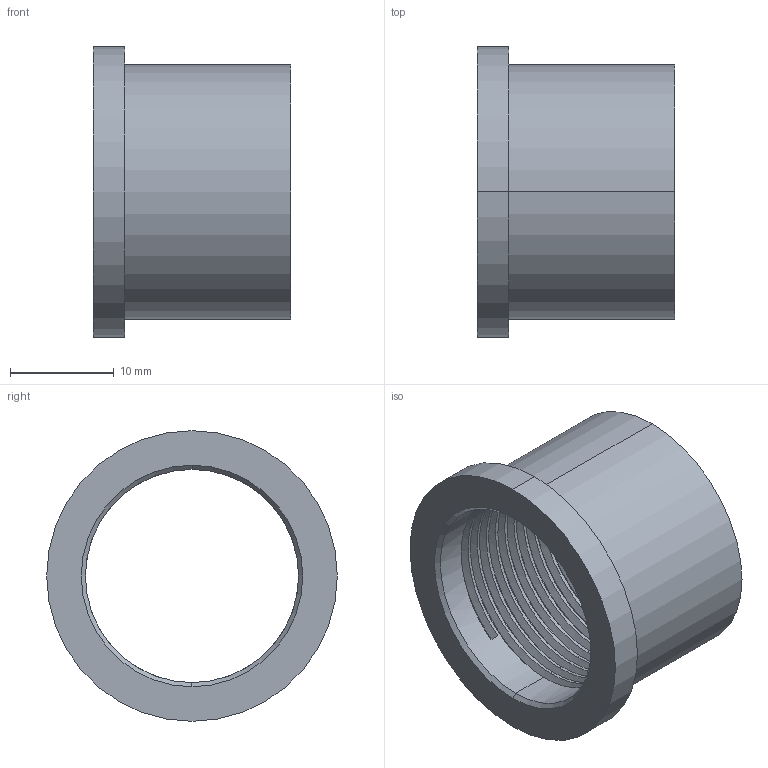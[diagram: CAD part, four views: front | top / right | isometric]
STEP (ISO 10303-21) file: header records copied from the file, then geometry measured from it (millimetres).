
FILE_DESCRIPTION (( 'STEP AP203' ), '1' );
FILE_NAME ('3D-LR-131-E_1-2_17106330.STEP', '2024-09-02T15:29:08', ( '' ), ( '' ), 'SwSTEP 2.0', 'SolidWorks 2024', '' );
FILE_SCHEMA (( 'CONFIG_CONTROL_DESIGN' ));
Length unit declared in the file: millimetre
Products named in the file (1): 3D-LR-131-E_1-2_17106330
Bounding box: 19 x 28 x 28 mm (x, y, z)
Volume: 2785 mm3; surface area: 3929.1 mm2
Topology: 1 solids, 1 shells, 39 faces, 106 edges, 70 vertices
Faces by surface type: cylinder 30, plane 4, bspline 3, cone 2
Entity records: 3404 total; most frequent: CARTESIAN_POINT 2513, ORIENTED_EDGE 212, DIRECTION 131, EDGE_CURVE 106, VERTEX_POINT 70, AXIS2_PLACEMENT_3D 49, EDGE_LOOP 42, FACE_OUTER_BOUND 39
